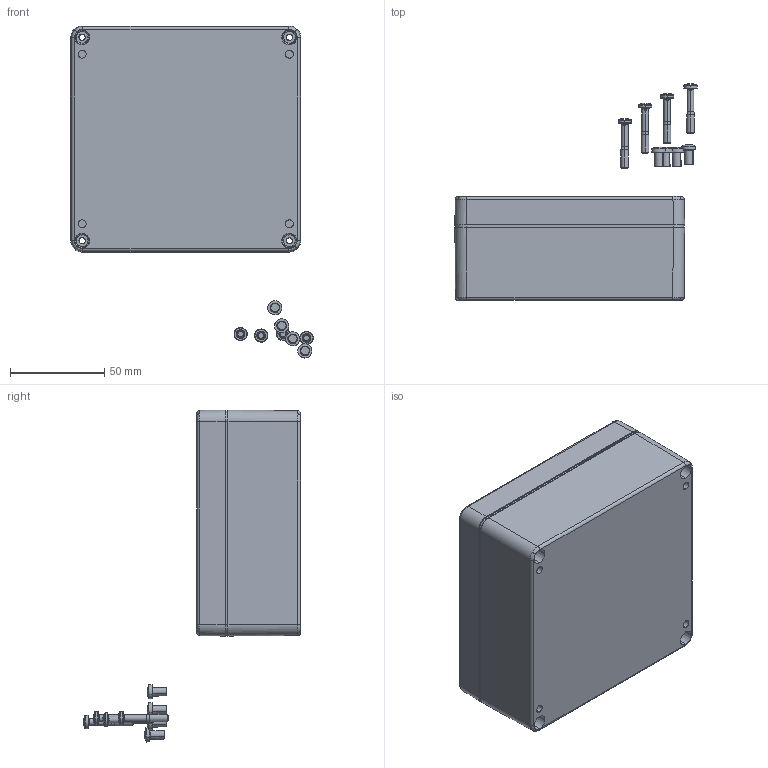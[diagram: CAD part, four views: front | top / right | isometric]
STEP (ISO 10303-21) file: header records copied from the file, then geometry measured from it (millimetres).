
FILE_DESCRIPTION(('FreeCAD Model'),'2;1');
FILE_NAME('12212055.STEP', '2026-03-24T15:27:45',('Author'),(''), 'Open CASCADE STEP processor 7.3','FreeCAD','Unknown');
FILE_SCHEMA(('AUTOMOTIVE_DESIGN { 1 0 10303 214 1 1 1 1 }'));
Length unit declared in the file: millimetre
Products named in the file (9): 12212055; 51005_Standard; 5200.009.0_Standard003; 93214_WN1442_D4,5x7,011; 31082_Standard001; 31082_Standard; 31090-Einpressbuchse_Standard003; 82002_im_Deckel_eingebaut; 32082_Standard
Assembly tree (17 placements, depth 3):
  12212055
    51005_Standard
      5200.009.0_Standard003  x4
      93214_WN1442_D4,5x7,011  x4
    31082_Standard001
      31082_Standard
      31090-Einpressbuchse_Standard003  x4
    82002_im_Deckel_eingebaut
    32082_Standard
Bounding box: 128.62 x 115.21 x 176.21 mm (x, y, z)
Volume: 180502.7 mm3; surface area: 125869.7 mm2
Topology: 15 solids, 15 shells, 1564 faces, 3833 edges, 2333 vertices
Faces by surface type: plane 605, bspline 338, cylinder 279, cone 190, torus 136, sphere 8, revolution 8
Entity records: 49505 total; most frequent: CARTESIAN_POINT 20827, ORIENTED_EDGE 5406, DIRECTION 4440, EDGE_CURVE 2703, AXIS2_PLACEMENT_3D 1678, VERTEX_POINT 1619, FACE_BOUND 1206, EDGE_LOOP 1206
